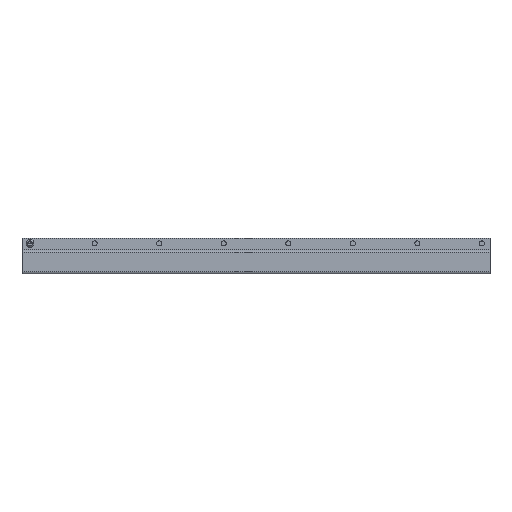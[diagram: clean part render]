
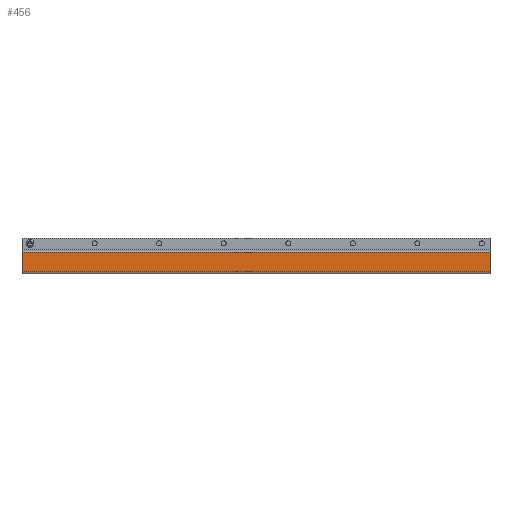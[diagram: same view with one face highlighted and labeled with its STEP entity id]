
A CAD part, top view. The second image highlights one B-rep face of the part: STEP entity #456.
In plain terms, the highlighted planar face has unit normal (0, 0, 1).
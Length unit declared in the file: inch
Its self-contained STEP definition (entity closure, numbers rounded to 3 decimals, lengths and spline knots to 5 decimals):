
#15 = ORIENTED_EDGE ( 'NONE', *, *, #2107, .F. ) ;
#26 = ORIENTED_EDGE ( 'NONE', *, *, #1880, .F. ) ;
#32 = CARTESIAN_POINT ( 'NONE',  ( -14.5, -0.986, 0.572 ) ) ;
#40 = LINE ( 'NONE', #1279, #2019 ) ;
#52 = DIRECTION ( 'NONE',  ( -1., 0., 0. ) ) ;
#167 = LINE ( 'NONE', #1594, #2175 ) ;
#214 = LINE ( 'NONE', #872, #2258 ) ;
#288 = DIRECTION ( 'NONE',  ( 0., 0., 1. ) ) ;
#327 = VERTEX_POINT ( 'NONE', #749 ) ;
#370 = EDGE_LOOP ( 'NONE', ( #26, #15, #1381, #2483 ) ) ;
#456 = ADVANCED_FACE ( 'NONE', ( #1611 ), #854, .T. ) ;
#465 = LINE ( 'NONE', #32, #1710 ) ;
#614 = AXIS2_PLACEMENT_3D ( 'NONE', #1043, #288, #1409 ) ;
#648 = CARTESIAN_POINT ( 'NONE',  ( 14.5, -0.986, 0.572 ) ) ;
#749 = CARTESIAN_POINT ( 'NONE',  ( -14.5, -0.986, 0.572 ) ) ;
#854 = PLANE ( 'NONE',  #614 ) ;
#872 = CARTESIAN_POINT ( 'NONE',  ( 14.5, -1.094, 0.572 ) ) ;
#888 = EDGE_CURVE ( 'NONE', #327, #1332, #167, .T. ) ;
#1043 = CARTESIAN_POINT ( 'NONE',  ( -14.5, -1.094, 0.572 ) ) ;
#1060 = EDGE_CURVE ( 'NONE', #1332, #2001, #40, .T. ) ;
#1192 = CARTESIAN_POINT ( 'NONE',  ( -14.5, 0.2455, 0.572 ) ) ;
#1279 = CARTESIAN_POINT ( 'NONE',  ( -14.5, 0.2455, 0.572 ) ) ;
#1332 = VERTEX_POINT ( 'NONE', #1192 ) ;
#1381 = ORIENTED_EDGE ( 'NONE', *, *, #1060, .F. ) ;
#1409 = DIRECTION ( 'NONE',  ( 1., 0., 0. ) ) ;
#1502 = VERTEX_POINT ( 'NONE', #648 ) ;
#1594 = CARTESIAN_POINT ( 'NONE',  ( -14.5, 1.094, 0.572 ) ) ;
#1611 = FACE_OUTER_BOUND ( 'NONE', #370, .T. ) ;
#1649 = DIRECTION ( 'NONE',  ( 0., 1., 0. ) ) ;
#1663 = DIRECTION ( 'NONE',  ( 1., 0., 0. ) ) ;
#1710 = VECTOR ( 'NONE', #52, 39.37008 ) ;
#1811 = DIRECTION ( 'NONE',  ( 0., -1., 0. ) ) ;
#1880 = EDGE_CURVE ( 'NONE', #1502, #327, #465, .T. ) ;
#2001 = VERTEX_POINT ( 'NONE', #2148 ) ;
#2019 = VECTOR ( 'NONE', #1663, 39.37008 ) ;
#2107 = EDGE_CURVE ( 'NONE', #2001, #1502, #214, .T. ) ;
#2148 = CARTESIAN_POINT ( 'NONE',  ( 14.5, 0.2455, 0.572 ) ) ;
#2175 = VECTOR ( 'NONE', #1649, 39.37008 ) ;
#2258 = VECTOR ( 'NONE', #1811, 39.37008 ) ;
#2483 = ORIENTED_EDGE ( 'NONE', *, *, #888, .F. ) ;
